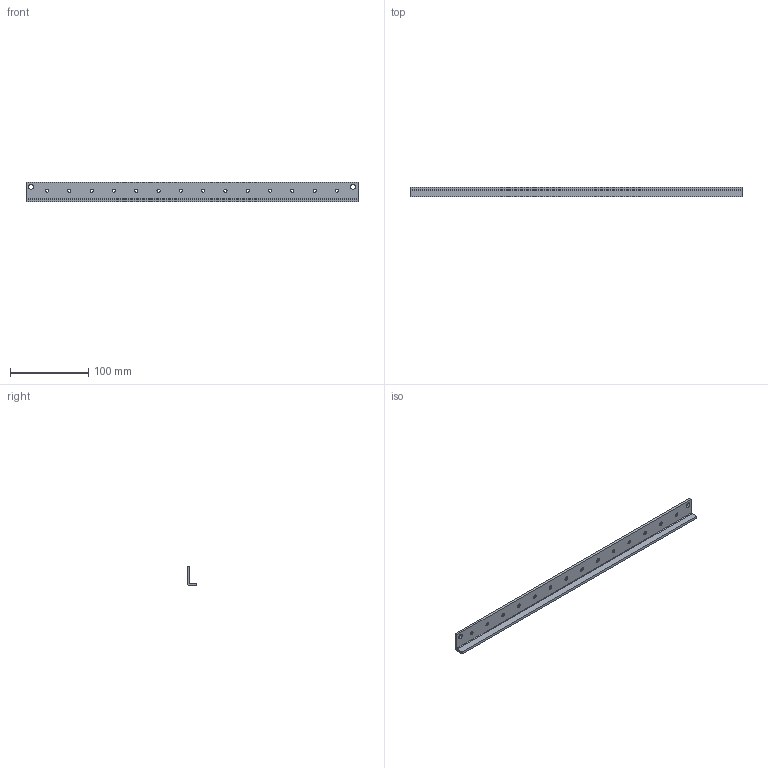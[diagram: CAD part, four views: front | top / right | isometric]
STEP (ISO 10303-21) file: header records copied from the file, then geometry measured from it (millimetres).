
FILE_DESCRIPTION (( 'STEP AP214' ), '1' );
FILE_NAME ('DIN-SR-NB18.STEP', '2014-12-05T21:50:43', ( 'L-Com' ), ( 'L-Com Global Connectivity' ), 'SwSTEP 2.0', 'SolidWorks 2014', '' );
FILE_SCHEMA (( 'AUTOMOTIVE_DESIGN' ));
Length unit declared in the file: inch
Products named in the file (1): DIN-SR-NB18
Bounding box: 425.45 x 12.7 x 25.4 mm (x, y, z)
Volume: 45963 mm3; surface area: 32514.6 mm2
Topology: 1 solids, 1 shells, 266 faces, 568 edges, 304 vertices
Faces by surface type: cone 252, plane 8, cylinder 6
Entity records: 10574 total; most frequent: DIRECTION 1394, CARTESIAN_POINT 1139, ORIENTED_EDGE 1136, EDGE_CURVE 568, AXIS2_PLACEMENT_3D 559, VERTEX_POINT 304, EDGE_LOOP 298, CIRCLE 292
